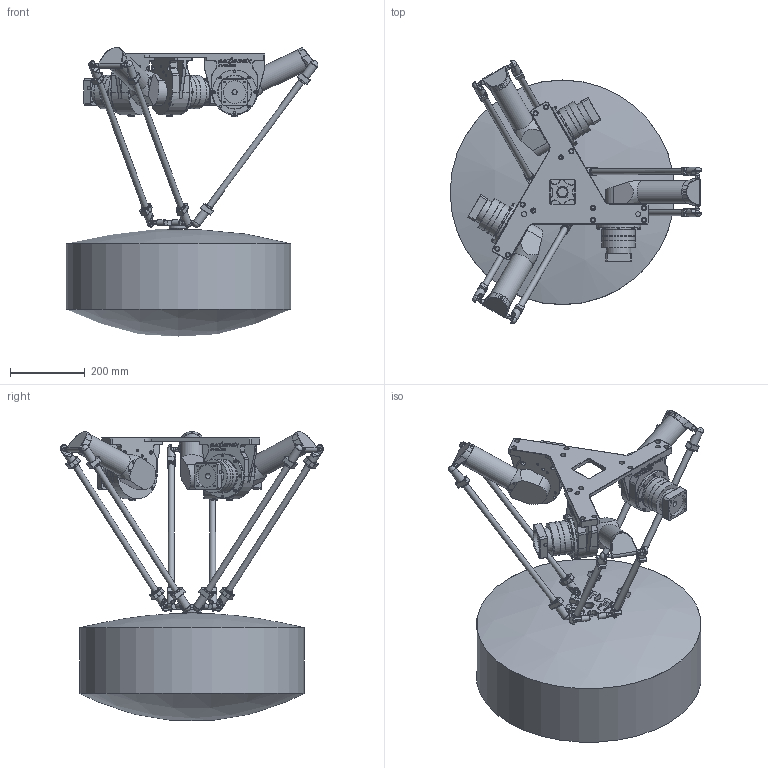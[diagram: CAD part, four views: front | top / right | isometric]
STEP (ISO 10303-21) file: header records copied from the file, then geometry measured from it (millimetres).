
FILE_DESCRIPTION(/* description */ ('Norm.iam Teamplte'),/* implementation_level */ '2;1');
FILE_NAME(/* name */ '3D-model_AL_00001.stp',/* time_stamp */ '2023-04-11T15:41:32+02:00',/* author */ ('paul.kammergruber'),/* organization */ (''),/* preprocessor_version */ 'ST-DEVELOPER v16.5',/* originating_system */ 'Autodesk Inventor 2017',/* authorisation */ '');
FILE_SCHEMA (('AUTOMOTIVE_DESIGN { 1 0 10303 214 3 1 1 }'));
Length unit declared in the file: millimetre
Products named in the file (8): AL_00001_DUMMY DELTA Robotermechanik RL3-600-1/3kg; MT_BGR00105008 Dummy Roboterbasis; MT_WST00111151 n/a; MT_WST00111188 Getriebe; MT_WST00111166 Oberarm; MT_WST00111155 Werkzeugträger; MT_WST00111213 Dummy Unterarm; MT_WST00110516
Assembly tree (16 placements, depth 3):
  AL_00001_DUMMY DELTA Robotermechanik RL3-600-1/3kg
    MT_BGR00105008 Dummy Roboterbasis
      MT_WST00111151 n/a
      MT_WST00111188 Getriebe  x3
    MT_WST00111166 Oberarm  x3
    MT_WST00111155 Werkzeugträger
    MT_WST00111213 Dummy Unterarm  x6
    MT_WST00110516
Bounding box: 672.37 x 702.96 x 772.05 mm (x, y, z)
Volume: 74150440.5 mm3; surface area: 1865466.2 mm2
Topology: 15 solids, 15 shells, 2829 faces, 6679 edges, 4024 vertices
Faces by surface type: plane 1205, cylinder 872, cone 264, bspline 234, sphere 182, torus 72
Full cylindrical faces by diameter (mm): 4.134 x12, 4.917 x37, 5.5 x24, 5.8 x4, 6 x4, 6.647 x9, 7 x24, 9.66 x3, 9.8 x3, 10 x3, 10.106 x12, 12 x1, 13.5 x12, 14 x3, 16 x6, 17 x3, 18 x3, 19 x3, 22 x24, 25 x1, 30 x1, 50 x1, 55 x3, 60 x3, 61 x3, 63 x3, 65 x3, 70 x9, 82 x3, 89 x12
Entity records: 52847 total; most frequent: CARTESIAN_POINT 16250, DIRECTION 7500, ORIENTED_EDGE 6896, EDGE_CURVE 3448, AXIS2_PLACEMENT_3D 2656, VERTEX_POINT 2253, LINE 2188, VECTOR 2188
